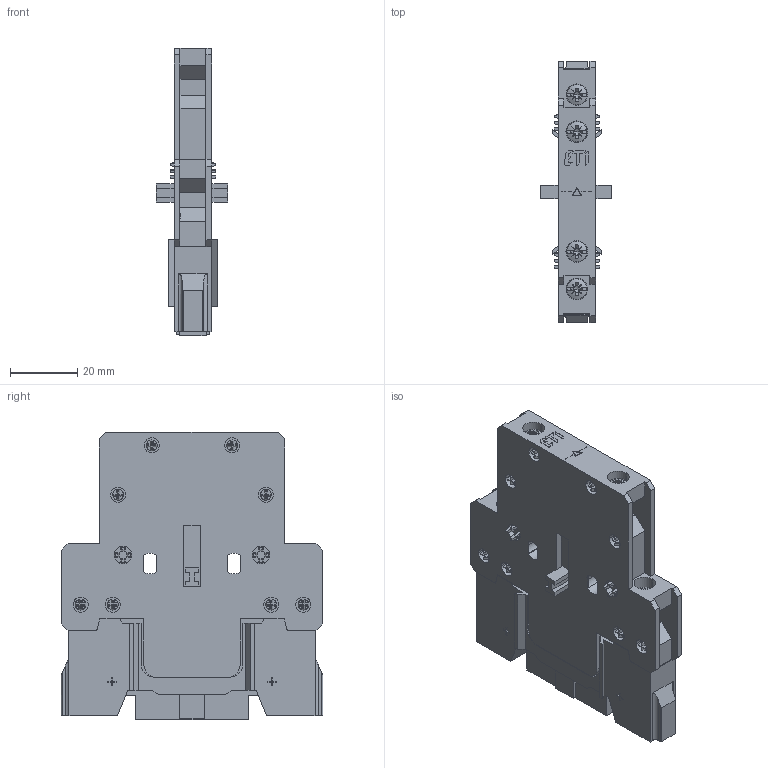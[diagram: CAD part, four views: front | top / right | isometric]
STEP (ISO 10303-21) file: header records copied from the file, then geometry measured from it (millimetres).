
FILE_DESCRIPTION((''),'2;1');
FILE_NAME('BCXMF-BCXMFA-BCXMFR_ASM','2021-06-11T',('marketing.praksa'),('Audax d.o.o.'),'CREO PARAMETRIC BY PTC INC, 2017480','CREO PARAMETRIC BY PTC INC, 2017480','');
FILE_SCHEMA(('AUTOMOTIVE_DESIGN { 1 0 10303 214 1 1 1 1 }'));
Length unit declared in the file: millimetre
Products named in the file (5): 1673465952_1; 1673465952_2; 45_SCREW; PRT9544; BCXMF-BCXMFA-BCXMFR_ASM
Assembly tree (7 placements, depth 2):
  BCXMF-BCXMFA-BCXMFR_ASM
    1673465952_1
    1673465952_2
    45_SCREW  x4
    PRT9544
Bounding box: 21.23 x 78.02 x 85.8 mm (x, y, z)
Volume: 54341.9 mm3; surface area: 27018.6 mm2
Topology: 9 solids, 9 shells, 970 faces, 2605 edges, 1697 vertices
Faces by surface type: plane 668, cylinder 190, cone 102, sphere 8, torus 2
Entity records: 38614 total; most frequent: CARTESIAN_POINT 5202, ORIENTED_EDGE 4372, DIRECTION 4217, PRESENTATION_STYLE_ASSIGNMENT 3015, STYLED_ITEM 3015, CURVE_STYLE 2186, EDGE_CURVE 2186, VECTOR 1483
